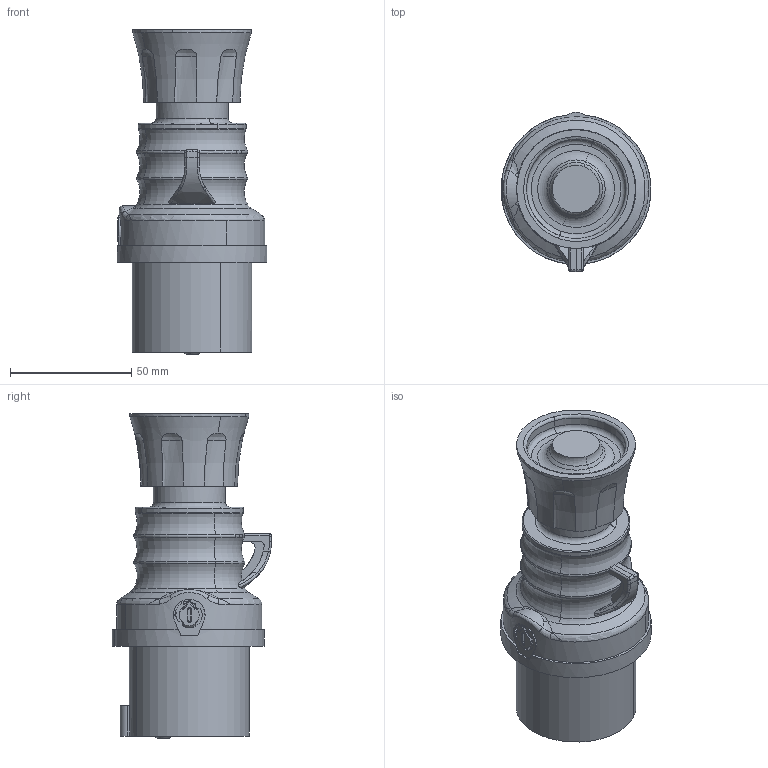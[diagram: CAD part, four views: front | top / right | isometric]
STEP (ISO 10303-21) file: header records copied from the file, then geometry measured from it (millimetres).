
FILE_DESCRIPTION((''),'2;1');
FILE_NAME('GW60008H_SW0003','2020-09-07T12:39:43',('User'),('Technoprobe spa'),'CREO PARAMETRIC BY PTC INC, 2020074','CREO PARAMETRIC BY PTC INC, 2020074','');
FILE_SCHEMA(('CONFIG_CONTROL_DESIGN'));
Length unit declared in the file: millimetre
Products named in the file (1): GW60008H_SW0003
Bounding box: 61.89 x 65.78 x 134.21 mm (x, y, z)
Volume: 182153.2 mm3; surface area: 36465.2 mm2
Topology: 1 solids, 1 shells, 244 faces, 637 edges, 408 vertices
Faces by surface type: plane 70, cylinder 52, bspline 49, cone 39, torus 34
Entity records: 11009 total; most frequent: CARTESIAN_POINT 5337, ORIENTED_EDGE 1270, DIRECTION 1062, EDGE_CURVE 635, AXIS2_PLACEMENT_3D 445, VERTEX_POINT 408, EDGE_LOOP 261, CIRCLE 250
